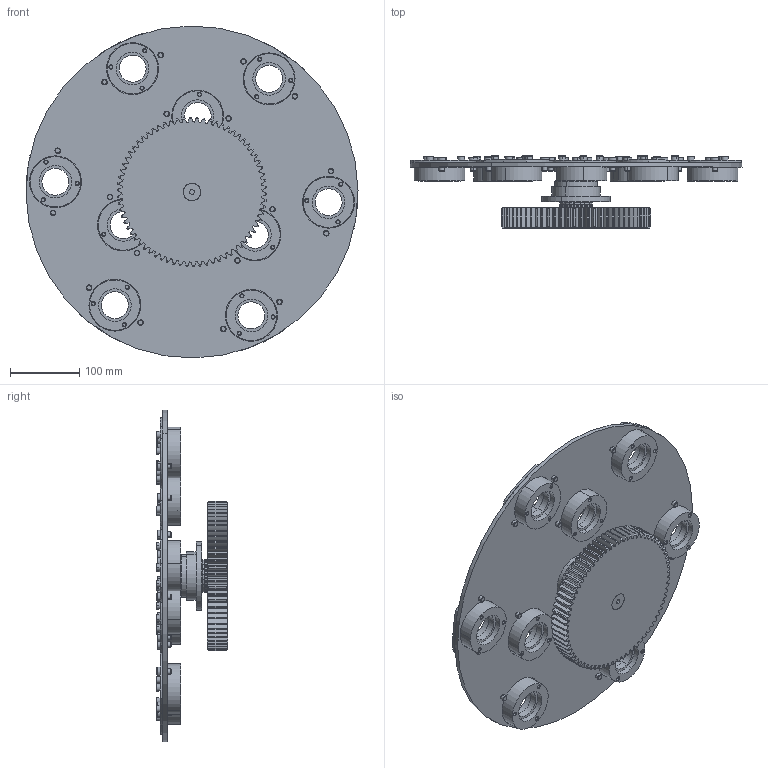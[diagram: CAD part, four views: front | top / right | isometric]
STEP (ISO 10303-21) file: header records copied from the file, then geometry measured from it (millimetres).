
FILE_DESCRIPTION (( 'STEP AP203' ), '1' );
FILE_NAME ('Tavola Pignone Progetto.STEP', '2020-03-01T10:33:54', ( '' ), ( '' ), 'SwSTEP 2.0', 'SolidWorks 2013', '' );
FILE_SCHEMA (( 'CONFIG_CONTROL_DESIGN' ));
Length unit declared in the file: millimetre
Products named in the file (42): inafag_2206-tvh_7m978s3uq8ez9tujwqbwn0hot_03; socket head cap screw_iso_ISO 4762 M6 x 25 --- 25N; _51106_PART2_4; Tavola Pignone Flangia; inafag_2206-tvh_7m978s3uq8ez9tujwqbwn0hot_20; inafag_2206-tvh_7m978s3uq8ez9tujwqbwn0hot_12; inafag_2206-tvh_7m978s3uq8ez9tujwqbwn0hot_04; Stallite Base; _51106_PART3_6; Tavola Pignone Satelliti; inafag_2206-tvh_7m978s3uq8ez9tujwqbwn0hot_21; inafag_2206-tvh_7m978s3uq8ez9tujwqbwn0hot_13; inafag_2206-tvh_7m978s3uq8ez9tujwqbwn0hot_05; socket head cap screw_iso_ISO 4762 M8 x 12 --- 12N; _51106_PART4_8; inafag_2206-tvh_7m978s3uq8ez9tujwqbwn0hot_01; inafag_2206-tvh_7m978s3uq8ez9tujwqbwn0hot_22; inafag_2206-tvh_7m978s3uq8ez9tujwqbwn0hot_14; inafag_2206-tvh_7m978s3uq8ez9tujwqbwn0hot_06; Tavola Pignone Progetto; 51106; inafag_2206-tvh_7m978s3uq8ez9tujwqbwn0hot_23; inafag_2206-tvh_7m978s3uq8ez9tujwqbwn0hot_15; inafag_2206-tvh_7m978s3uq8ez9tujwqbwn0hot_07; Tavola Pignone Ingranaggio; inafag_2206-tvh_7m978s3uq8ez9tujwqbwn0hot_24; inafag_2206-tvh_7m978s3uq8ez9tujwqbwn0hot_16; inafag_2206-tvh_7m978s3uq8ez9tujwqbwn0hot_08; Tavola Pignone; inafag_2206-tvh_7m978s3uq8ez9tujwqbwn0hot; inafag_2206-tvh_7m978s3uq8ez9tujwqbwn0hot_17; inafag_2206-tvh_7m978s3uq8ez9tujwqbwn0hot_09; Satellite Base^Stallite Base; Tavola Pignone Ghiera; inafag_2206-tvh_7m978s3uq8ez9tujwqbwn0hot_18; inafag_2206-tvh_7m978s3uq8ez9tujwqbwn0hot_10; inafag_2206-tvh_7m978s3uq8ez9tujwqbwn0hot_02; Satellite Base Flangia^Stallite Base; _51106_PART1_2; Tavola Pignone Albero ...
Assembly tree (88 placements, depth 4):
  Tavola Pignone Progetto
    Tavola Pignone
      Tavola Pignone Albero
      Tavola Pignone Flangia
      Tavola Pignone Satelliti
      inafag_2206-tvh_7m978s3uq8ez9tujwqbwn0hot
        inafag_2206-tvh_7m978s3uq8ez9tujwqbwn0hot_01
        inafag_2206-tvh_7m978s3uq8ez9tujwqbwn0hot_02
        inafag_2206-tvh_7m978s3uq8ez9tujwqbwn0hot_03
        inafag_2206-tvh_7m978s3uq8ez9tujwqbwn0hot_04
        inafag_2206-tvh_7m978s3uq8ez9tujwqbwn0hot_05
        inafag_2206-tvh_7m978s3uq8ez9tujwqbwn0hot_06
        inafag_2206-tvh_7m978s3uq8ez9tujwqbwn0hot_07
        inafag_2206-tvh_7m978s3uq8ez9tujwqbwn0hot_08
        inafag_2206-tvh_7m978s3uq8ez9tujwqbwn0hot_09
        inafag_2206-tvh_7m978s3uq8ez9tujwqbwn0hot_10
        inafag_2206-tvh_7m978s3uq8ez9tujwqbwn0hot_11
        inafag_2206-tvh_7m978s3uq8ez9tujwqbwn0hot_12
        inafag_2206-tvh_7m978s3uq8ez9tujwqbwn0hot_13
        inafag_2206-tvh_7m978s3uq8ez9tujwqbwn0hot_14
        inafag_2206-tvh_7m978s3uq8ez9tujwqbwn0hot_15
        inafag_2206-tvh_7m978s3uq8ez9tujwqbwn0hot_16
        inafag_2206-tvh_7m978s3uq8ez9tujwqbwn0hot_17
        inafag_2206-tvh_7m978s3uq8ez9tujwqbwn0hot_18
        inafag_2206-tvh_7m978s3uq8ez9tujwqbwn0hot_19
        inafag_2206-tvh_7m978s3uq8ez9tujwqbwn0hot_20
        inafag_2206-tvh_7m978s3uq8ez9tujwqbwn0hot_21
        inafag_2206-tvh_7m978s3uq8ez9tujwqbwn0hot_22
        inafag_2206-tvh_7m978s3uq8ez9tujwqbwn0hot_23
        inafag_2206-tvh_7m978s3uq8ez9tujwqbwn0hot_24
      Tavola Pignone Ghiera
      51106
        _51106_PART1_2
        _51106_PART2_4
        _51106_PART3_6
        _51106_PART4_8  x18
      Tavola Pignone Ingranaggio
    Stallite Base  x9
      Satellite Base^Stallite Base
      Satellite Base Flangia^Stallite Base
      socket head cap screw_iso_ISO 4762 M6 x 25 --- 25N
    socket head cap screw_iso_ISO 4762 M8 x 12 --- 12N  x21
Bounding box: 479.97 x 104 x 479.97 mm (x, y, z)
Volume: 2934699 mm3; surface area: 818659.8 mm2
Topology: 116 solids, 116 shells, 2511 faces, 6088 edges, 3688 vertices
Faces by surface type: cylinder 943, plane 851, cone 413, torus 210, bspline 58, sphere 36
Entity records: 34283 total; most frequent: CARTESIAN_POINT 7463, DIRECTION 4781, ORIENTED_EDGE 4292, EDGE_CURVE 2146, AXIS2_PLACEMENT_3D 2106, VERTEX_POINT 1428, CIRCLE 1258, EDGE_LOOP 970
